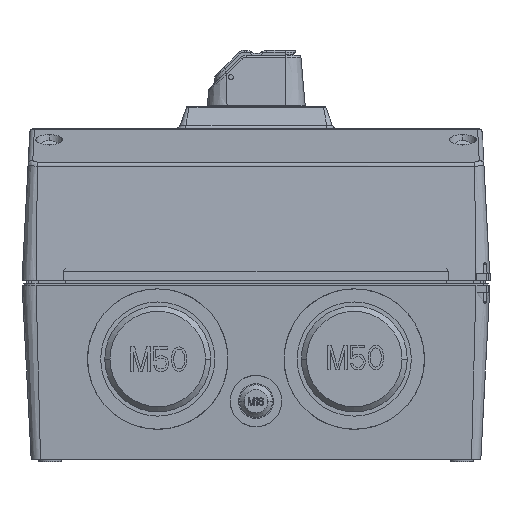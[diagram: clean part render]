
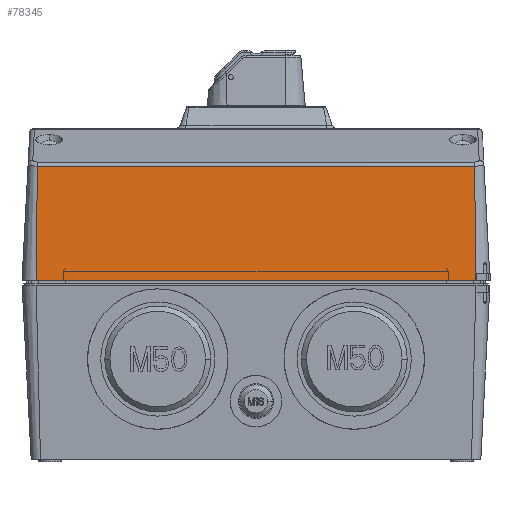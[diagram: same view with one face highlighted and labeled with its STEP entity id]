
A CAD part, front view. The second image highlights one B-rep face of the part: STEP entity #78345.
In plain terms, the highlighted planar face has unit normal (0, -0.999, 0.052).
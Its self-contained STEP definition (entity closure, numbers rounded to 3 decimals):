
#21961=DIRECTION('',(-0.013,0.052,0.999));
#21962=VECTOR('',#21961,48.907);
#21963=CARTESIAN_POINT('',(-252.391,-272.006,
1.5));
#21964=LINE('',#21963,#21962);
#21965=DIRECTION('',(1.,0.,0.));
#21966=VECTOR('',#21965,188.041);
#21967=CARTESIAN_POINT('',(-440.432,-272.006,1.5));
#21968=LINE('',#21967,#21966);
#21969=DIRECTION('',(-0.013,-0.052,-0.999));
#21970=VECTOR('',#21969,48.907);
#21971=CARTESIAN_POINT('',(-439.813,-269.447,
50.336));
#21972=LINE('',#21971,#21970);
#22033=CARTESIAN_POINT('',(-252.391,-272.006,
1.5));
#22217=CARTESIAN_POINT('',(-253.01,-269.447,
50.336));
#22256=DIRECTION('',(1.,0.,0.));
#22257=VECTOR('',#22256,186.804);
#22258=CARTESIAN_POINT('',(-439.813,-269.447,
50.336));
#22259=LINE('',#22258,#22257);
#42199=VERTEX_POINT('',#22217);
#42202=CARTESIAN_POINT('',(-439.813,-269.447,
50.336));
#42203=VERTEX_POINT('',#42202);
#42204=CARTESIAN_POINT('',(-440.432,-272.006,1.5));
#42205=VERTEX_POINT('',#42204);
#42370=VERTEX_POINT('',#22033);
#78331=CARTESIAN_POINT('',(-466.447,-272.349,
-5.036));
#78332=DIRECTION('',(0.,-0.999,0.052));
#78333=DIRECTION('',(1.,0.,0.));
#78334=AXIS2_PLACEMENT_3D('',#78331,#78332,#78333);
#78335=PLANE('',#78334);
#78337=ORIENTED_EDGE('',*,*,#78336,.F.);
#78338=ORIENTED_EDGE('',*,*,#78206,.F.);
#78340=ORIENTED_EDGE('',*,*,#78339,.F.);
#78342=ORIENTED_EDGE('',*,*,#78341,.T.);
#78343=EDGE_LOOP('',(#78337,#78338,#78340,#78342));
#78344=FACE_OUTER_BOUND('',#78343,.F.);
#78206=EDGE_CURVE('',#42205,#42370,#21968,.T.);
#78336=EDGE_CURVE('',#42370,#42199,#21964,.T.);
#78339=EDGE_CURVE('',#42203,#42205,#21972,.T.);
#78341=EDGE_CURVE('',#42203,#42199,#22259,.T.);
#78345=ADVANCED_FACE('',(#78344),#78335,.T.);
